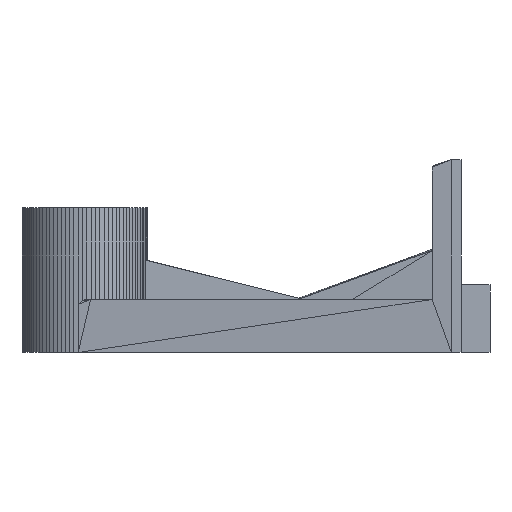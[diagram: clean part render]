
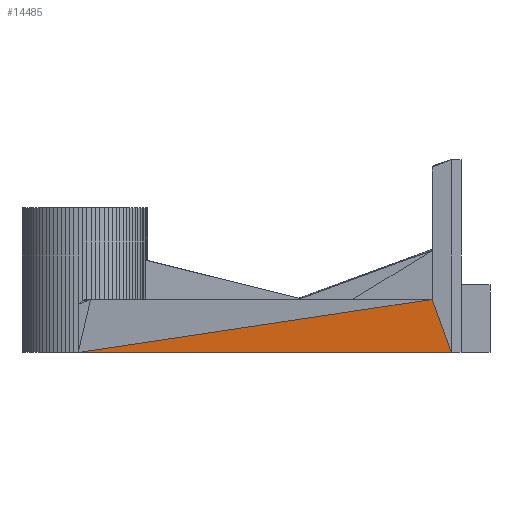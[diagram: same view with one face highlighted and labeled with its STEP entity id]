
A CAD part, front view. The second image highlights one B-rep face of the part: STEP entity #14485.
In plain terms, the highlighted planar face has unit normal (-0.104, -0.995, 0).
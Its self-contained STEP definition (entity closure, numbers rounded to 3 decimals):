
#181 = PLANE('',#182);
#182 = AXIS2_PLACEMENT_3D('',#183,#184,#185);
#183 = CARTESIAN_POINT('',(20.061,0.,0.));
#184 = DIRECTION('',(-0.,-0.,-1.));
#185 = DIRECTION('',(-1.,0.,0.));
#3755 = VERTEX_POINT('',#3756);
#3756 = CARTESIAN_POINT('',(36.,-10.291,5.5));
#3793 = PLANE('',#3794);
#3794 = AXIS2_PLACEMENT_3D('',#3795,#3796,#3797);
#3795 = CARTESIAN_POINT('',(37.15,-10.411,
    10.256));
#3796 = DIRECTION('',(-0.104,-0.995,
    0.));
#3797 = DIRECTION('',(-0.995,0.104,0.));
#7718 = PLANE('',#7719);
#7719 = AXIS2_PLACEMENT_3D('',#7720,#7721,#7722);
#7720 = CARTESIAN_POINT('',(16.679,-8.275,
    3.996));
#7721 = DIRECTION('',(-0.104,-0.995,
    0.));
#7722 = DIRECTION('',(-0.995,0.104,0.));
#14413 = VERTEX_POINT('',#14414);
#14414 = CARTESIAN_POINT('',(-0.679,-6.464,0.));
#14460 = EDGE_CURVE('',#14413,#3755,#14461,.T.);
#14461 = SURFACE_CURVE('',#14462,(#14466,#14473),.PCURVE_S1.);
#14462 = LINE('',#14463,#14464);
#14463 = CARTESIAN_POINT('',(-0.679,-6.464,0.));
#14464 = VECTOR('',#14465,1.);
#14465 = DIRECTION('',(0.984,-0.103,0.148));
#14466 = PCURVE('',#7718,#14467);
#14467 = DEFINITIONAL_REPRESENTATION('',(#14468),#14472);
#14468 = LINE('',#14469,#14470);
#14469 = CARTESIAN_POINT('',(17.453,3.996));
#14470 = VECTOR('',#14471,1.);
#14471 = DIRECTION('',(-0.989,-0.148));
#14472 = ( GEOMETRIC_REPRESENTATION_CONTEXT(2) 
PARAMETRIC_REPRESENTATION_CONTEXT() REPRESENTATION_CONTEXT('2D SPACE',''
  ) );
#14473 = PCURVE('',#14474,#14479);
#14474 = PLANE('',#14475);
#14475 = AXIS2_PLACEMENT_3D('',#14476,#14477,#14478);
#14476 = CARTESIAN_POINT('',(19.515,-8.571,
    1.446));
#14477 = DIRECTION('',(-0.104,-0.995,
    0.));
#14478 = DIRECTION('',(-0.995,0.104,0.));
#14479 = DEFINITIONAL_REPRESENTATION('',(#14480),#14483);
#14480 = B_SPLINE_CURVE_WITH_KNOTS('',1,(#14481,#14482),.UNSPECIFIED.,
  .F.,.F.,(2,2),(0.,37.286),.PIECEWISE_BEZIER_KNOTS.);
#14481 = CARTESIAN_POINT('',(20.304,1.446));
#14482 = CARTESIAN_POINT('',(-16.575,-4.054));
#14483 = ( GEOMETRIC_REPRESENTATION_CONTEXT(2) 
PARAMETRIC_REPRESENTATION_CONTEXT() REPRESENTATION_CONTEXT('2D SPACE',''
  ) );
#14485 = ADVANCED_FACE('',(#14486),#14474,.T.);
#14486 = FACE_BOUND('',#14487,.T.);
#14487 = EDGE_LOOP('',(#14488,#14510,#14511));
#14488 = ORIENTED_EDGE('',*,*,#14489,.F.);
#14489 = EDGE_CURVE('',#3755,#14490,#14492,.T.);
#14490 = VERTEX_POINT('',#14491);
#14491 = CARTESIAN_POINT('',(38.,-10.5,0.));
#14492 = SURFACE_CURVE('',#14493,(#14497,#14503),.PCURVE_S1.);
#14493 = LINE('',#14494,#14495);
#14494 = CARTESIAN_POINT('',(36.,-10.291,5.5));
#14495 = VECTOR('',#14496,1.);
#14496 = DIRECTION('',(0.342,-0.036,
    -0.939));
#14497 = PCURVE('',#14474,#14498);
#14498 = DEFINITIONAL_REPRESENTATION('',(#14499),#14502);
#14499 = B_SPLINE_CURVE_WITH_KNOTS('',1,(#14500,#14501),.UNSPECIFIED.,
  .F.,.F.,(2,2),(0.,5.856),.PIECEWISE_BEZIER_KNOTS.);
#14500 = CARTESIAN_POINT('',(-16.575,-4.054));
#14501 = CARTESIAN_POINT('',(-18.585,1.446));
#14502 = ( GEOMETRIC_REPRESENTATION_CONTEXT(2) 
PARAMETRIC_REPRESENTATION_CONTEXT() REPRESENTATION_CONTEXT('2D SPACE',''
  ) );
#14503 = PCURVE('',#3793,#14504);
#14504 = DEFINITIONAL_REPRESENTATION('',(#14505),#14509);
#14505 = LINE('',#14506,#14507);
#14506 = CARTESIAN_POINT('',(1.157,4.756));
#14507 = VECTOR('',#14508,1.);
#14508 = DIRECTION('',(-0.343,0.939));
#14509 = ( GEOMETRIC_REPRESENTATION_CONTEXT(2) 
PARAMETRIC_REPRESENTATION_CONTEXT() REPRESENTATION_CONTEXT('2D SPACE',''
  ) );
#14510 = ORIENTED_EDGE('',*,*,#14460,.F.);
#14511 = ORIENTED_EDGE('',*,*,#14512,.T.);
#14512 = EDGE_CURVE('',#14413,#14490,#14513,.T.);
#14513 = SURFACE_CURVE('',#14514,(#14518,#14525),.PCURVE_S1.);
#14514 = LINE('',#14515,#14516);
#14515 = CARTESIAN_POINT('',(-0.679,-6.464,0.));
#14516 = VECTOR('',#14517,1.);
#14517 = DIRECTION('',(0.995,-0.104,0.));
#14518 = PCURVE('',#14474,#14519);
#14519 = DEFINITIONAL_REPRESENTATION('',(#14520),#14524);
#14520 = LINE('',#14521,#14522);
#14521 = CARTESIAN_POINT('',(20.304,1.446));
#14522 = VECTOR('',#14523,1.);
#14523 = DIRECTION('',(-1.,0.));
#14524 = ( GEOMETRIC_REPRESENTATION_CONTEXT(2) 
PARAMETRIC_REPRESENTATION_CONTEXT() REPRESENTATION_CONTEXT('2D SPACE',''
  ) );
#14525 = PCURVE('',#181,#14526);
#14526 = DEFINITIONAL_REPRESENTATION('',(#14527),#14531);
#14527 = LINE('',#14528,#14529);
#14528 = CARTESIAN_POINT('',(20.741,-6.464));
#14529 = VECTOR('',#14530,1.);
#14530 = DIRECTION('',(-0.995,-0.104));
#14531 = ( GEOMETRIC_REPRESENTATION_CONTEXT(2) 
PARAMETRIC_REPRESENTATION_CONTEXT() REPRESENTATION_CONTEXT('2D SPACE',''
  ) );
